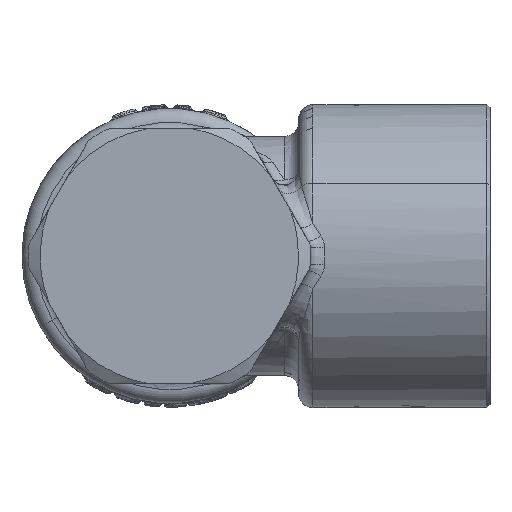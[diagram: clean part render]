
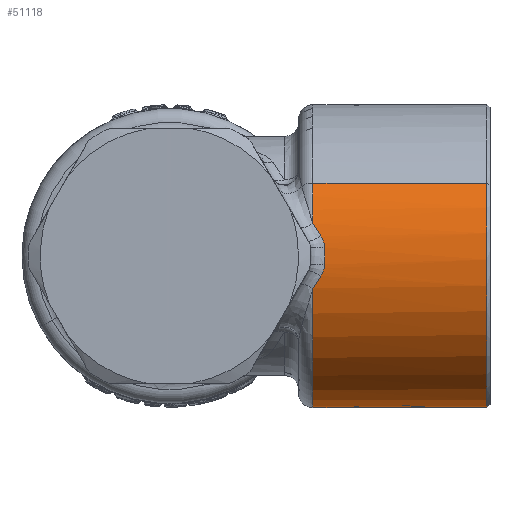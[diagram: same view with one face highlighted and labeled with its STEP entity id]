
A CAD part, front view. The second image highlights one B-rep face of the part: STEP entity #51118.
In plain terms, the highlighted cylindrical face has radius 15.85 mm (diameter 31.7 mm), a partial arc.
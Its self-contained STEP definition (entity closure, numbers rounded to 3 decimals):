
#11979=CARTESIAN_POINT('Vertex',(15.,13.91,-7.599)) ;
#12033=CARTESIAN_POINT('Vertex',(15.,-15.482,-3.398)) ;
#12036=CARTESIAN_POINT('Axis2P3D Location',(15.,0.,0.)) ;
#17580=CARTESIAN_POINT('Vertex',(15.,-13.91,7.599)) ;
#27260=CARTESIAN_POINT('Axis2P3D Location',(15.,0.,0.)) ;
#27264=CARTESIAN_POINT('Vertex',(15.,-15.482,3.398)) ;
#29549=CARTESIAN_POINT('Control Point',(15.,-15.482,3.398)) ;
#29550=CARTESIAN_POINT('Control Point',(15.137,-15.529,3.181)) ;
#29551=CARTESIAN_POINT('Control Point',(15.411,-15.615,2.748)) ;
#29552=CARTESIAN_POINT('Control Point',(15.686,-15.682,2.312)) ;
#29553=CARTESIAN_POINT('Control Point',(15.824,-15.711,2.093)) ;
#29554=CARTESIAN_POINT('Vertex',(15.824,-15.711,2.093)) ;
#29619=CARTESIAN_POINT('Control Point',(16.221,-15.825,0.887)) ;
#29620=CARTESIAN_POINT('Control Point',(16.205,-15.812,1.104)) ;
#29621=CARTESIAN_POINT('Control Point',(16.123,-15.78,1.523)) ;
#29622=CARTESIAN_POINT('Control Point',(15.941,-15.736,1.909)) ;
#29623=CARTESIAN_POINT('Control Point',(15.824,-15.711,2.093)) ;
#29624=CARTESIAN_POINT('Vertex',(16.221,-15.825,0.887)) ;
#29689=CARTESIAN_POINT('Control Point',(16.221,-15.825,-0.887)) ;
#29690=CARTESIAN_POINT('Control Point',(16.24,-15.842,-0.591)) ;
#29691=CARTESIAN_POINT('Control Point',(16.26,-15.858,0.)) ;
#29692=CARTESIAN_POINT('Control Point',(16.24,-15.842,0.591)) ;
#29693=CARTESIAN_POINT('Control Point',(16.221,-15.825,0.887)) ;
#29694=CARTESIAN_POINT('Vertex',(16.221,-15.825,-0.887)) ;
#29759=CARTESIAN_POINT('Control Point',(15.824,-15.711,-2.093)) ;
#29760=CARTESIAN_POINT('Control Point',(15.941,-15.736,-1.909)) ;
#29761=CARTESIAN_POINT('Control Point',(16.123,-15.78,-1.524)) ;
#29762=CARTESIAN_POINT('Control Point',(16.205,-15.812,-1.105)) ;
#29763=CARTESIAN_POINT('Control Point',(16.221,-15.825,-0.887)) ;
#29764=CARTESIAN_POINT('Vertex',(15.824,-15.711,-2.093)) ;
#29829=CARTESIAN_POINT('Control Point',(15.824,-15.711,-2.093)) ;
#29830=CARTESIAN_POINT('Control Point',(15.686,-15.682,-2.312)) ;
#29831=CARTESIAN_POINT('Control Point',(15.411,-15.615,-2.748)) ;
#29832=CARTESIAN_POINT('Control Point',(15.137,-15.529,-3.181)) ;
#29833=CARTESIAN_POINT('Control Point',(15.,-15.482,-3.398)) ;
#51082=CARTESIAN_POINT('Axis2P3D Location',(17.793,0.,0.)) ;
#51087=CARTESIAN_POINT('Line Origine',(17.793,-13.91,7.599)) ;
#51091=CARTESIAN_POINT('Vertex',(33.15,-13.91,7.599)) ;
#51094=CARTESIAN_POINT('Axis2P3D Location',(33.15,0.,0.)) ;
#51098=CARTESIAN_POINT('Vertex',(33.15,13.91,-7.599)) ;
#51101=CARTESIAN_POINT('Line Origine',(17.793,13.91,-7.599)) ;
#12037=DIRECTION('Axis2P3D Direction',(-1.,0.,0.)) ;
#27261=DIRECTION('Axis2P3D Direction',(-1.,0.,0.)) ;
#51083=DIRECTION('Axis2P3D Direction',(-1.,0.,0.)) ;
#51084=DIRECTION('Axis2P3D XDirection',(0.,0.479,0.878)) ;
#51088=DIRECTION('Vector Direction',(-1.,0.,0.)) ;
#51095=DIRECTION('Axis2P3D Direction',(-1.,0.,0.)) ;
#51102=DIRECTION('Vector Direction',(-1.,0.,0.)) ;
#12038=AXIS2_PLACEMENT_3D('Circle Axis2P3D',#12036,#12037,$) ;
#27262=AXIS2_PLACEMENT_3D('Circle Axis2P3D',#27260,#27261,$) ;
#51085=AXIS2_PLACEMENT_3D('Cylinder Axis2P3D',#51082,#51083,#51084) ;
#51096=AXIS2_PLACEMENT_3D('Circle Axis2P3D',#51094,#51095,$) ;
#51107=ORIENTED_EDGE('',*,*,#51093,.T.) ;
#51108=ORIENTED_EDGE('',*,*,#51100,.T.) ;
#51109=ORIENTED_EDGE('',*,*,#51105,.T.) ;
#51110=ORIENTED_EDGE('',*,*,#12040,.T.) ;
#51111=ORIENTED_EDGE('',*,*,#29834,.F.) ;
#51112=ORIENTED_EDGE('',*,*,#29766,.F.) ;
#51113=ORIENTED_EDGE('',*,*,#29696,.F.) ;
#51114=ORIENTED_EDGE('',*,*,#29626,.F.) ;
#51115=ORIENTED_EDGE('',*,*,#29556,.F.) ;
#51116=ORIENTED_EDGE('',*,*,#27266,.T.) ;
#51089=VECTOR('Line Direction',#51088,1.) ;
#51103=VECTOR('Line Direction',#51102,1.) ;
#51118=ADVANCED_FACE('Sheet.1',(#51117),#51086,.F.) ;
#12039=CIRCLE('generated circle',#12038,15.85) ;
#27263=CIRCLE('generated circle',#27262,15.85) ;
#51097=CIRCLE('generated circle',#51096,15.85) ;
#51086=CYLINDRICAL_SURFACE('generated cylinder',#51085,15.85) ;
#12040=EDGE_CURVE('',#11980,#12034,#12039,.T.) ;
#27266=EDGE_CURVE('',#27265,#17581,#27263,.T.) ;
#29556=EDGE_CURVE('',#27265,#29555,#29548,.T.) ;
#29626=EDGE_CURVE('',#29555,#29625,#29618,.F.) ;
#29696=EDGE_CURVE('',#29625,#29695,#29688,.F.) ;
#29766=EDGE_CURVE('',#29695,#29765,#29758,.F.) ;
#29834=EDGE_CURVE('',#29765,#12034,#29828,.T.) ;
#51093=EDGE_CURVE('',#17581,#51092,#51090,.F.) ;
#51100=EDGE_CURVE('',#51092,#51099,#51097,.F.) ;
#51105=EDGE_CURVE('',#51099,#11980,#51104,.T.) ;
#51106=EDGE_LOOP('',(#51107,#51108,#51109,#51110,#51111,#51112,#51113,#51114,#51115,#51116)) ;
#51117=FACE_OUTER_BOUND('',#51106,.T.) ;
#51090=LINE('Line',#51087,#51089) ;
#51104=LINE('Line',#51101,#51103) ;
#11980=VERTEX_POINT('',#11979) ;
#12034=VERTEX_POINT('',#12033) ;
#17581=VERTEX_POINT('',#17580) ;
#27265=VERTEX_POINT('',#27264) ;
#29555=VERTEX_POINT('',#29554) ;
#29625=VERTEX_POINT('',#29624) ;
#29695=VERTEX_POINT('',#29694) ;
#29765=VERTEX_POINT('',#29764) ;
#51092=VERTEX_POINT('',#51091) ;
#51099=VERTEX_POINT('',#51098) ;
#29548=(BOUNDED_CURVE()B_SPLINE_CURVE(3,(#29549,#29550,#29551,#29552,#29553),.UNSPECIFIED.,.F.,.U.)B_SPLINE_CURVE_WITH_KNOTS((4,1,4),(20.525,21.667,22.809),.UNSPECIFIED.)CURVE()GEOMETRIC_REPRESENTATION_ITEM()RATIONAL_B_SPLINE_CURVE((1.,1.,1.,1.,1.))REPRESENTATION_ITEM('')) ;
#29618=(BOUNDED_CURVE()B_SPLINE_CURVE(3,(#29619,#29620,#29621,#29622,#29623),.UNSPECIFIED.,.F.,.U.)B_SPLINE_CURVE_WITH_KNOTS((4,1,4),(7.67,8.406,9.141),.UNSPECIFIED.)CURVE()GEOMETRIC_REPRESENTATION_ITEM()RATIONAL_B_SPLINE_CURVE((1.,1.,1.,1.,1.))REPRESENTATION_ITEM('')) ;
#29688=(BOUNDED_CURVE()B_SPLINE_CURVE(3,(#29689,#29690,#29691,#29692,#29693),.UNSPECIFIED.,.F.,.U.)B_SPLINE_CURVE_WITH_KNOTS((4,1,4),(17.124,18.376,19.627),.UNSPECIFIED.)CURVE()GEOMETRIC_REPRESENTATION_ITEM()RATIONAL_B_SPLINE_CURVE((1.,1.,1.,1.,1.))REPRESENTATION_ITEM('')) ;
#29758=(BOUNDED_CURVE()B_SPLINE_CURVE(3,(#29759,#29760,#29761,#29762,#29763),.UNSPECIFIED.,.F.,.U.)B_SPLINE_CURVE_WITH_KNOTS((4,1,4),(5.862,6.597,7.332),.UNSPECIFIED.)CURVE()GEOMETRIC_REPRESENTATION_ITEM()RATIONAL_B_SPLINE_CURVE((1.,1.,1.,1.,1.))REPRESENTATION_ITEM('')) ;
#29828=(BOUNDED_CURVE()B_SPLINE_CURVE(3,(#29829,#29830,#29831,#29832,#29833),.UNSPECIFIED.,.F.,.U.)B_SPLINE_CURVE_WITH_KNOTS((4,1,4),(33.179,34.32,35.462),.UNSPECIFIED.)CURVE()GEOMETRIC_REPRESENTATION_ITEM()RATIONAL_B_SPLINE_CURVE((1.,1.,1.,1.,1.))REPRESENTATION_ITEM('')) ;
